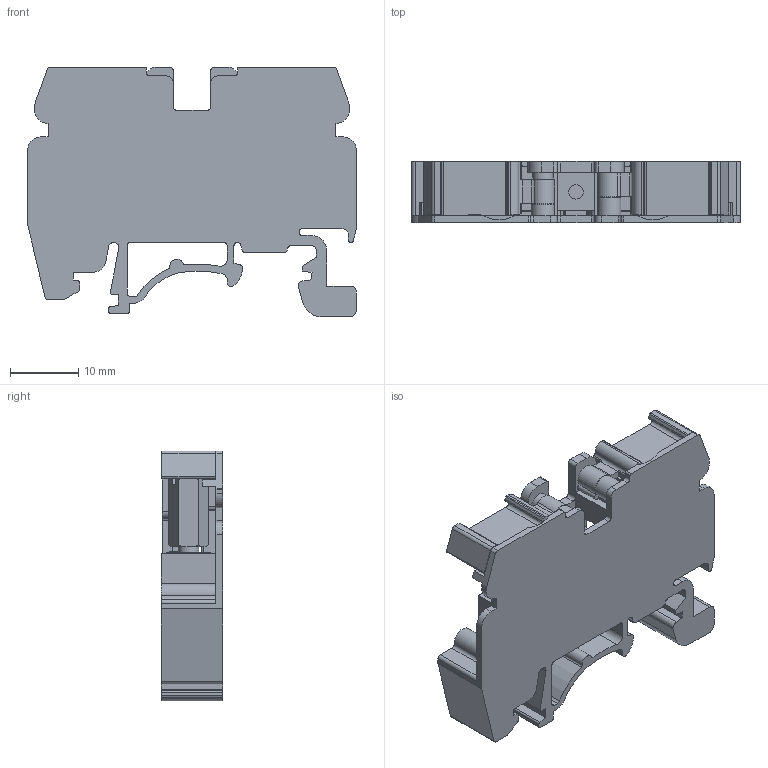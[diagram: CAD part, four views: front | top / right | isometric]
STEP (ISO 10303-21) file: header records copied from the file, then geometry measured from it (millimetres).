
FILE_DESCRIPTION(/* description */ ('Unknown'),/* implementation_level */ '2;1');
FILE_NAME(/* name */ 'ONTM3-6C2_3D_SOLID',/* time_stamp */ '2021-07-12T14:41:20+05:00',/* author */ ('Unknown'),/* organization */ ('Unknown'),/* preprocessor_version */ 'ST-DEVELOPER v16.7',/* originating_system */ 'DEX',/* authorisation */ $);
FILE_SCHEMA (('AP203_CONFIGURATION_CONTROLLED_3D_DESIGN_OF_MECHANICAL_PARTS_AND_ASSEMBLIES_MIM_LF { 1 0 10303 203 3 1 4 }','AUTOMOTIVE_DESIGN {1 0 10303 214 3 1 1}'));
Length unit declared in the file: millimetre
Products named in the file (1): ONTM3-6C2_3D_SOLID
Bounding box: 48 x 9 x 36.5 mm (x, y, z)
Volume: 6856.8 mm3; surface area: 8123.8 mm2
Topology: 3 solids, 8 shells, 565 faces, 1577 edges, 1046 vertices
Faces by surface type: plane 301, cylinder 214, cone 39, torus 7, bspline 4
Full cylindrical faces by diameter (mm): 1 x3, 1.2 x2, 1.5 x4, 2 x6, 2.113 x1, 2.166 x1, 2.2 x2, 2.459 x2, 2.5 x1, 2.566 x2, 3 x3, 3.25 x2, 3.5 x1, 4 x2
Entity records: 21955 total; most frequent: CARTESIAN_POINT 3533, DIRECTION 3033, ORIENTED_EDGE 2970, EDGE_CURVE 1485, AXIS2_PLACEMENT_3D 1044, VERTEX_POINT 1012, LINE 945, VECTOR 945
